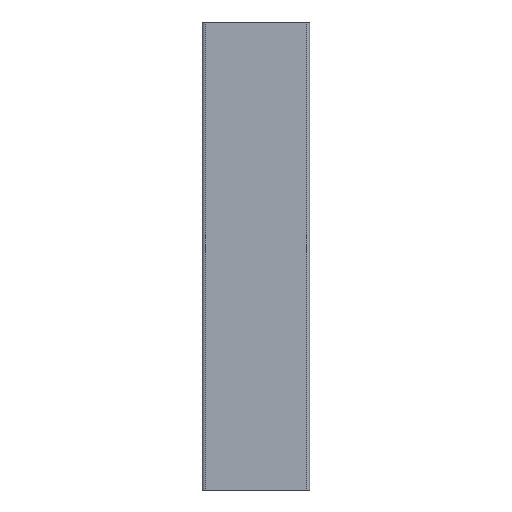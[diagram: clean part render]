
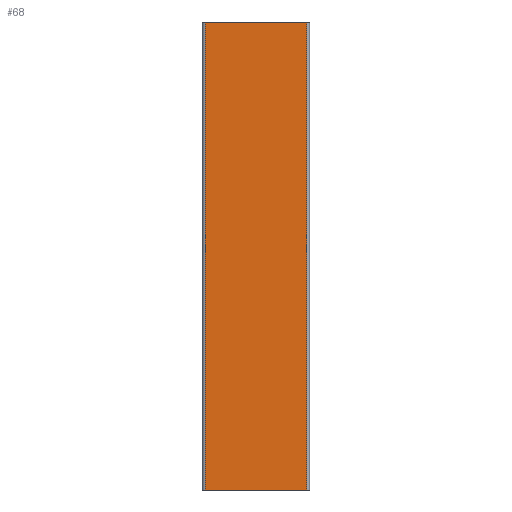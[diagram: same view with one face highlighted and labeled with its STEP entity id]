
A CAD part, front view. The second image highlights one B-rep face of the part: STEP entity #68.
In plain terms, the highlighted planar face has unit normal (0, -1, 0).
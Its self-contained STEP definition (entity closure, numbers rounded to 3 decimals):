
#68=ADVANCED_FACE('',(#140),#141,.T.);
#140=FACE_OUTER_BOUND('',#213,.T.);
#141=PLANE('',#214);
#213=EDGE_LOOP('',(#335,#336,#337,#338));
#214=AXIS2_PLACEMENT_3D('',#339,#340,#341);
#335=ORIENTED_EDGE('',*,*,#500,.T.);
#336=ORIENTED_EDGE('',*,*,#501,.F.);
#337=ORIENTED_EDGE('',*,*,#502,.T.);
#338=ORIENTED_EDGE('',*,*,#497,.T.);
#339=CARTESIAN_POINT('',(0.0,0.0,0.0));
#340=DIRECTION('',(0.0,-1.0,0.0));
#341=DIRECTION('',(1.0,0.0,0.0));
#497=EDGE_CURVE('',#602,#600,#603,.T.);
#500=EDGE_CURVE('',#600,#606,#607,.T.);
#501=EDGE_CURVE('',#608,#606,#609,.T.);
#502=EDGE_CURVE('',#608,#602,#610,.T.);
#600=VERTEX_POINT('',#743);
#602=VERTEX_POINT('',#745);
#603=LINE('',#746,#747);
#606=VERTEX_POINT('',#750);
#607=LINE('',#751,#752);
#608=VERTEX_POINT('',#753);
#609=LINE('',#754,#755);
#610=LINE('',#756,#757);
#743=CARTESIAN_POINT('',(108.5,0.0,1000.0));
#745=CARTESIAN_POINT('',(108.5,0.0,0.0));
#746=CARTESIAN_POINT('',(108.5,0.0,0.0));
#747=VECTOR('',#874,1.0);
#750=CARTESIAN_POINT('',(-108.5,0.0,1000.0));
#751=CARTESIAN_POINT('',(-108.5,0.0,1000.0));
#752=VECTOR('',#878,1.0);
#753=CARTESIAN_POINT('',(-108.5,0.0,0.0));
#754=CARTESIAN_POINT('',(-108.5,0.0,0.0));
#755=VECTOR('',#879,1.0);
#756=CARTESIAN_POINT('',(-108.5,0.0,0.0));
#757=VECTOR('',#880,1.0);
#874=DIRECTION('',(0.0,0.0,1.0));
#878=DIRECTION('',(-1.0,-0.0,-0.0));
#879=DIRECTION('',(0.0,0.0,1.0));
#880=DIRECTION('',(1.0,0.0,0.0));
